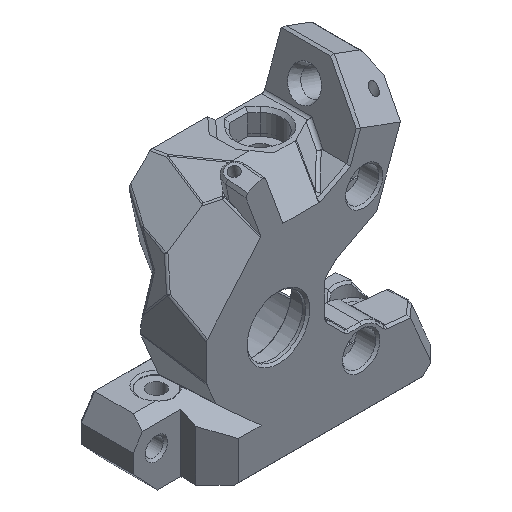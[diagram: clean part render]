
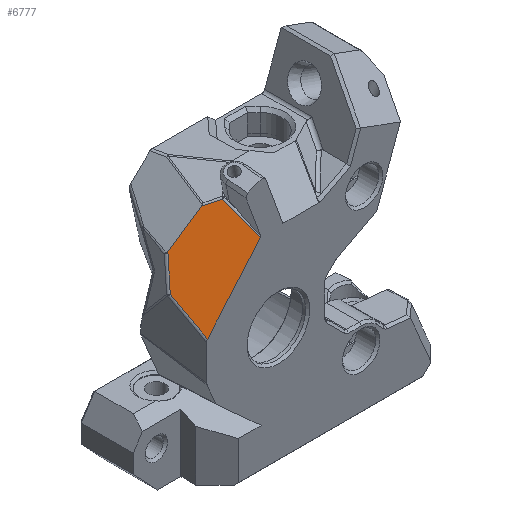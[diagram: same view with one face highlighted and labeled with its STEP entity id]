
A CAD part, isometric view. The second image highlights one B-rep face of the part: STEP entity #6777.
In plain terms, the highlighted planar face has unit normal (-0.538, -0.706, 0.462).
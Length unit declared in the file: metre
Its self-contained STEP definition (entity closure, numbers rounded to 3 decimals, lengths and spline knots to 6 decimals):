
#1682=ORIENTED_EDGE('',*,*,#3150,.F.);
#1683=ORIENTED_EDGE('',*,*,#3151,.F.);
#1684=ORIENTED_EDGE('',*,*,#2522,.T.);
#1685=ORIENTED_EDGE('',*,*,#3152,.F.);
#1686=ORIENTED_EDGE('',*,*,#3153,.F.);
#1687=ORIENTED_EDGE('',*,*,#3147,.F.);
#2522=EDGE_CURVE('',#3498,#3497,#4125,.T.);
#3147=EDGE_CURVE('',#3925,#3926,#4523,.T.);
#3150=EDGE_CURVE('',#3927,#3925,#4524,.T.);
#3151=EDGE_CURVE('',#3498,#3927,#4525,.T.);
#3152=EDGE_CURVE('',#3928,#3497,#4526,.T.);
#3153=EDGE_CURVE('',#3926,#3928,#4527,.T.);
#3497=VERTEX_POINT('',#9749);
#3498=VERTEX_POINT('',#9751);
#3925=VERTEX_POINT('',#11675);
#3926=VERTEX_POINT('',#11676);
#3927=VERTEX_POINT('',#11681);
#3928=VERTEX_POINT('',#11684);
#4125=LINE('',#9750,#4759);
#4523=LINE('',#11674,#5157);
#4524=LINE('',#11680,#5158);
#4525=LINE('',#11682,#5159);
#4526=LINE('',#11683,#5160);
#4527=LINE('',#11685,#5161);
#4759=VECTOR('',#7727,1.);
#5157=VECTOR('',#8967,1.);
#5158=VECTOR('',#8974,1.);
#5159=VECTOR('',#8975,1.);
#5160=VECTOR('',#8976,1.);
#5161=VECTOR('',#8977,1.);
#5640=EDGE_LOOP('',(#1682,#1683,#1684,#1685,#1686,#1687));
#6108=FACE_BOUND('',#5640,.T.);
#6447=PLANE('',#7403);
#6777=ADVANCED_FACE('',(#6108),#6447,.F.);
#7403=AXIS2_PLACEMENT_3D('',#11679,#8972,#8973);
#7727=DIRECTION('',(0.651,0.,0.759));
#8967=DIRECTION('',(0.727,-0.111,0.677));
#8972=DIRECTION('',(0.538,0.706,-0.462));
#8973=DIRECTION('',(-0.665,0.018,-0.747));
#8974=DIRECTION('',(0.284,0.364,0.887));
#8975=DIRECTION('',(-0.237,0.652,0.72));
#8976=DIRECTION('',(0.306,-0.673,-0.673));
#8977=DIRECTION('',(0.839,-0.499,0.214));
#9749=CARTESIAN_POINT('',(0.136078,-0.142407,0.155925));
#9750=CARTESIAN_POINT('',(0.13203,-0.142407,0.151211));
#9751=CARTESIAN_POINT('',(0.126127,-0.142407,0.144334));
#11674=CARTESIAN_POINT('',(0.130774,-0.135942,0.159633));
#11675=CARTESIAN_POINT('',(0.125879,-0.135192,0.155077));
#11676=CARTESIAN_POINT('',(0.131346,-0.136029,0.160165));
#11679=CARTESIAN_POINT('',(0.136002,-0.147663,0.147801));
#11680=CARTESIAN_POINT('',(0.123349,-0.138439,0.147166));
#11681=CARTESIAN_POINT('',(0.124258,-0.137273,0.150008));
#11682=CARTESIAN_POINT('',(0.126866,-0.144439,0.142089));
#11683=CARTESIAN_POINT('',(0.138762,-0.148318,0.150014));
#11684=CARTESIAN_POINT('',(0.13386,-0.137525,0.160807));
#11685=CARTESIAN_POINT('',(0.138609,-0.140349,0.16202));
